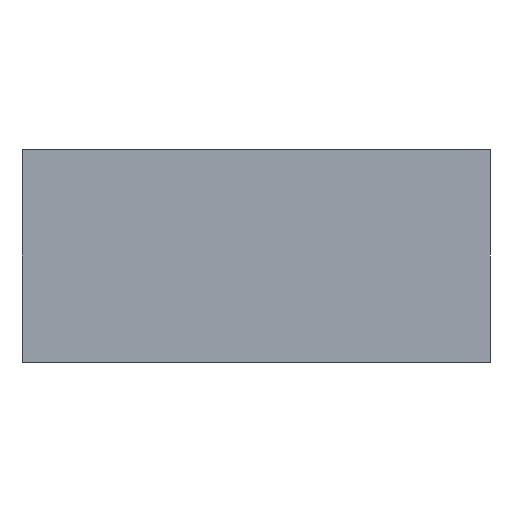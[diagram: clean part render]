
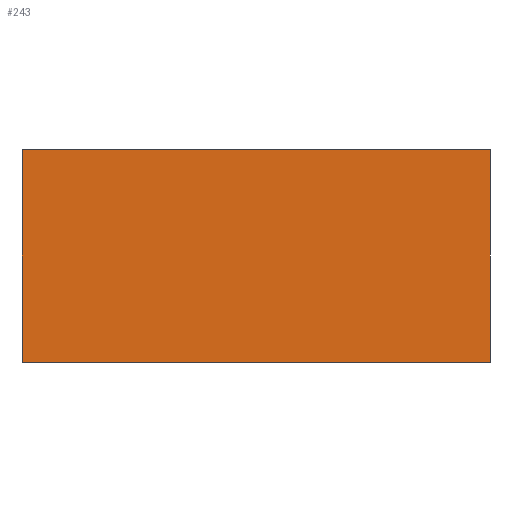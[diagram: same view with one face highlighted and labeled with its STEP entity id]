
A CAD part, front view. The second image highlights one B-rep face of the part: STEP entity #243.
In plain terms, the highlighted planar face has unit normal (0, -1, 0).
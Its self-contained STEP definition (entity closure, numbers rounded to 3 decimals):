
#16 = ORIENTED_EDGE ( 'NONE', *, *, #702, .T. ) ;
#31 = AXIS2_PLACEMENT_3D ( 'NONE', #1172, #431, #1281 ) ;
#50 = DIRECTION ( 'NONE',  ( 0., 0., 1. ) ) ;
#76 = LINE ( 'NONE', #537, #1361 ) ;
#79 = EDGE_LOOP ( 'NONE', ( #1028, #429, #16, #660 ) ) ;
#98 = EDGE_CURVE ( 'NONE', #238, #709, #114, .T. ) ;
#114 = LINE ( 'NONE', #1335, #598 ) ;
#150 = VECTOR ( 'NONE', #50, 1000. ) ;
#238 = VERTEX_POINT ( 'NONE', #737 ) ;
#243 = ADVANCED_FACE ( 'NONE', ( #311 ), #1065, .F. ) ;
#256 = VERTEX_POINT ( 'NONE', #1199 ) ;
#311 = FACE_OUTER_BOUND ( 'NONE', #79, .T. ) ;
#429 = ORIENTED_EDGE ( 'NONE', *, *, #538, .T. ) ;
#431 = DIRECTION ( 'NONE',  ( 0., 1., 0. ) ) ;
#514 = CARTESIAN_POINT ( 'NONE',  ( 47.21, -136.081, 0. ) ) ;
#537 = CARTESIAN_POINT ( 'NONE',  ( 64.863, -136.081, 8. ) ) ;
#538 = EDGE_CURVE ( 'NONE', #742, #256, #1223, .T. ) ;
#576 = EDGE_CURVE ( 'NONE', #742, #238, #838, .T. ) ;
#598 = VECTOR ( 'NONE', #979, 1000. ) ;
#602 = VECTOR ( 'NONE', #1115, 1000. ) ;
#620 = CARTESIAN_POINT ( 'NONE',  ( 64.863, -136.081, 8. ) ) ;
#660 = ORIENTED_EDGE ( 'NONE', *, *, #98, .F. ) ;
#672 = CARTESIAN_POINT ( 'NONE',  ( -89.964, -136.081, 0. ) ) ;
#702 = EDGE_CURVE ( 'NONE', #256, #709, #76, .T. ) ;
#709 = VERTEX_POINT ( 'NONE', #620 ) ;
#737 = CARTESIAN_POINT ( 'NONE',  ( 47.21, -136.081, 8. ) ) ;
#742 = VERTEX_POINT ( 'NONE', #514 ) ;
#838 = LINE ( 'NONE', #1259, #150 ) ;
#979 = DIRECTION ( 'NONE',  ( 1., 0., 0. ) ) ;
#1028 = ORIENTED_EDGE ( 'NONE', *, *, #576, .F. ) ;
#1065 = PLANE ( 'NONE',  #31 ) ;
#1115 = DIRECTION ( 'NONE',  ( 1., 0., 0. ) ) ;
#1172 = CARTESIAN_POINT ( 'NONE',  ( -89.964, -136.081, 8. ) ) ;
#1199 = CARTESIAN_POINT ( 'NONE',  ( 64.863, -136.081, 0. ) ) ;
#1223 = LINE ( 'NONE', #672, #602 ) ;
#1259 = CARTESIAN_POINT ( 'NONE',  ( 47.21, -136.081, 8. ) ) ;
#1281 = DIRECTION ( 'NONE',  ( 0., 0., 1. ) ) ;
#1335 = CARTESIAN_POINT ( 'NONE',  ( -89.964, -136.081, 8. ) ) ;
#1361 = VECTOR ( 'NONE', #1419, 1000. ) ;
#1419 = DIRECTION ( 'NONE',  ( 0., 0., 1. ) ) ;
